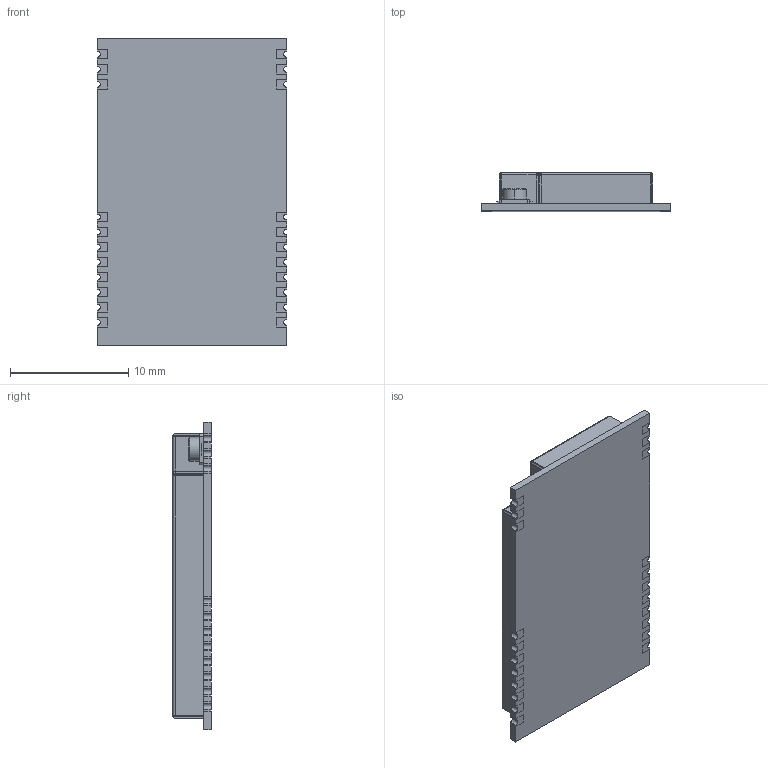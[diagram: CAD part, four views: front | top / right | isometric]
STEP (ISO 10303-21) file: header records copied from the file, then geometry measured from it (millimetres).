
FILE_DESCRIPTION (( 'STEP AP214' ), '1' );
FILE_NAME ('E32-433T20S.STEP', '2022-09-16T03:08:21', ( '' ), ( '' ), 'SwSTEP 2.0', 'SolidWorks 2017', '' );
FILE_SCHEMA (( 'AUTOMOTIVE_DESIGN' ));
Length unit declared in the file: millimetre
Products named in the file (1): E32-433T20S
Bounding box: 16 x 3.25 x 26 mm (x, y, z)
Volume: 319.8 mm3; surface area: 1961.5 mm2
Topology: 29 solids, 29 shells, 439 faces, 1140 edges, 757 vertices
Faces by surface type: plane 391, cylinder 44, sphere 2, cone 2
Entity records: 13476 total; most frequent: CARTESIAN_POINT 2331, ORIENTED_EDGE 2272, DIRECTION 2108, EDGE_CURVE 1136, VECTOR 1044, LINE 1044, VERTEX_POINT 755, AXIS2_PLACEMENT_3D 532
